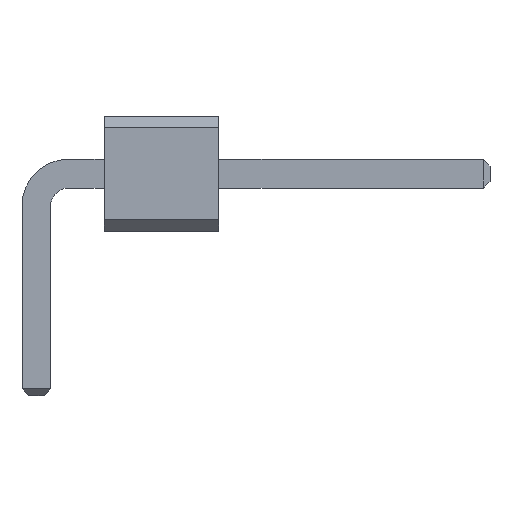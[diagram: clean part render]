
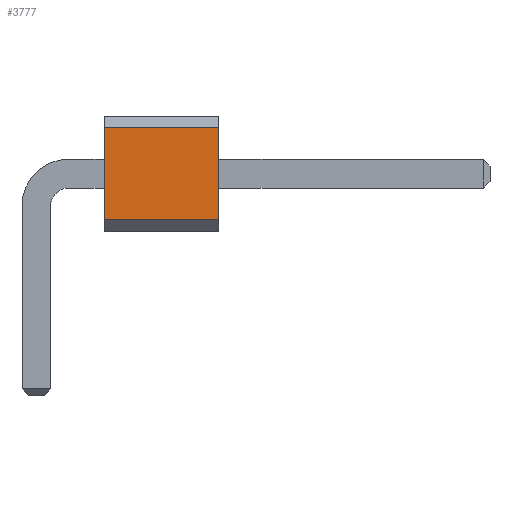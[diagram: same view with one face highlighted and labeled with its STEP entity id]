
A CAD part, front view. The second image highlights one B-rep face of the part: STEP entity #3777.
In plain terms, the highlighted planar face has unit normal (0, -1, 0).
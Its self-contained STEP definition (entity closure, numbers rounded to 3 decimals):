
#407 = VERTEX_POINT('',#408);
#408 = CARTESIAN_POINT('',(4.04,-34.29,2.29));
#414 = EDGE_CURVE('',#415,#407,#417,.T.);
#415 = VERTEX_POINT('',#416);
#416 = CARTESIAN_POINT('',(4.04,-34.29,0.25));
#417 = LINE('',#418,#419);
#418 = CARTESIAN_POINT('',(4.04,-34.29,0.));
#419 = VECTOR('',#420,1.);
#420 = DIRECTION('',(0.,0.,1.));
#1595 = VERTEX_POINT('',#1596);
#1596 = CARTESIAN_POINT('',(1.5,-34.29,0.25));
#1602 = EDGE_CURVE('',#1595,#1603,#1605,.T.);
#1603 = VERTEX_POINT('',#1604);
#1604 = CARTESIAN_POINT('',(1.5,-34.29,2.29));
#1605 = LINE('',#1606,#1607);
#1606 = CARTESIAN_POINT('',(1.5,-34.29,0.));
#1607 = VECTOR('',#1608,1.);
#1608 = DIRECTION('',(0.,0.,1.));
#3767 = EDGE_CURVE('',#415,#1595,#3768,.T.);
#3768 = LINE('',#3769,#3770);
#3769 = CARTESIAN_POINT('',(4.04,-34.29,0.25));
#3770 = VECTOR('',#3771,1.);
#3771 = DIRECTION('',(-1.,0.,0.));
#3777 = ADVANCED_FACE('',(#3778),#3789,.F.);
#3778 = FACE_BOUND('',#3779,.F.);
#3779 = EDGE_LOOP('',(#3780,#3781,#3782,#3783));
#3780 = ORIENTED_EDGE('',*,*,#414,.F.);
#3781 = ORIENTED_EDGE('',*,*,#3767,.T.);
#3782 = ORIENTED_EDGE('',*,*,#1602,.T.);
#3783 = ORIENTED_EDGE('',*,*,#3784,.F.);
#3784 = EDGE_CURVE('',#407,#1603,#3785,.T.);
#3785 = LINE('',#3786,#3787);
#3786 = CARTESIAN_POINT('',(4.04,-34.29,2.29));
#3787 = VECTOR('',#3788,1.);
#3788 = DIRECTION('',(-1.,0.,0.));
#3789 = PLANE('',#3790);
#3790 = AXIS2_PLACEMENT_3D('',#3791,#3792,#3793);
#3791 = CARTESIAN_POINT('',(4.04,-34.29,0.));
#3792 = DIRECTION('',(0.,1.,0.));
#3793 = DIRECTION('',(0.,0.,1.));
